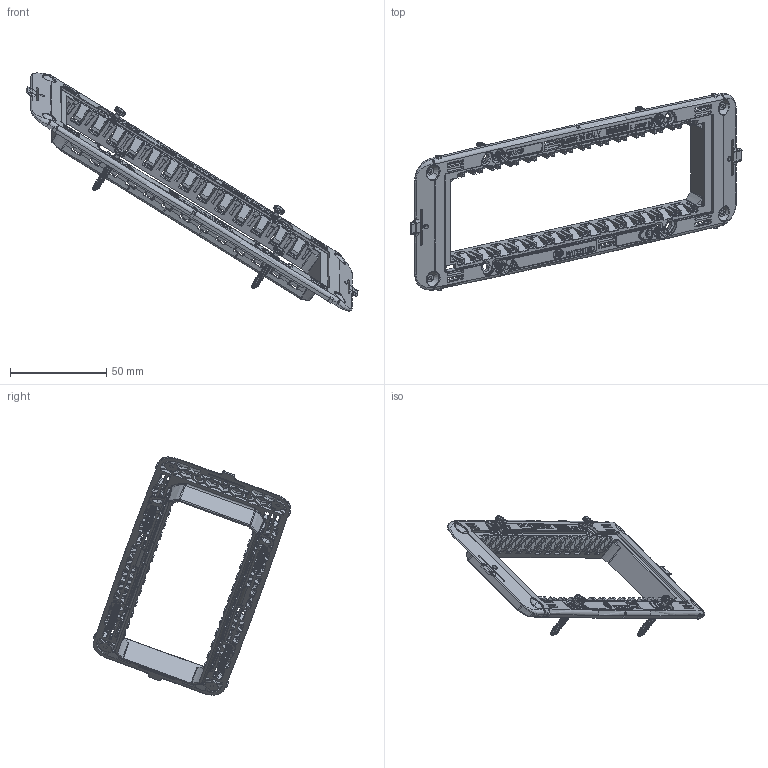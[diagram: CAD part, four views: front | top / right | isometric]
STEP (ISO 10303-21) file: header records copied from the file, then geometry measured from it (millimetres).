
FILE_DESCRIPTION(('CATIA V5 STEP Exchange'),'2;1');
FILE_NAME('44A07S.stp','2023-09-25T06:43:41+00:00',('none'),('none'),'CATIA Version 5-6 Release 2016 SP6','CATIA V5 STEP AP203','none');
FILE_SCHEMA(('CONFIG_CONTROL_DESIGN'));
Products named in the file (1): 44A07S
Assembly tree (6 placements, depth 2):
  44A07S
    #57
    #216455
    #216499  x4
Bounding box: 172.8 x 102.85 x 123.95 mm (x, y, z)
Volume: 25815 mm3; surface area: 36476.1 mm2
Topology: 5 solids, 5 shells, 7279 faces, 19207 edges, 11968 vertices
Faces by surface type: plane 3759, cylinder 1703, bspline 1268, cone 356, torus 113, sphere 56, extrusion 24
Entity records: 227021 total; most frequent: CARTESIAN_POINT 90906, ORIENTED_EDGE 34158, DIRECTION 18329, EDGE_CURVE 17079, VERTEX_POINT 10869, VECTOR 9845, LINE 9821, EDGE_LOOP 6668
